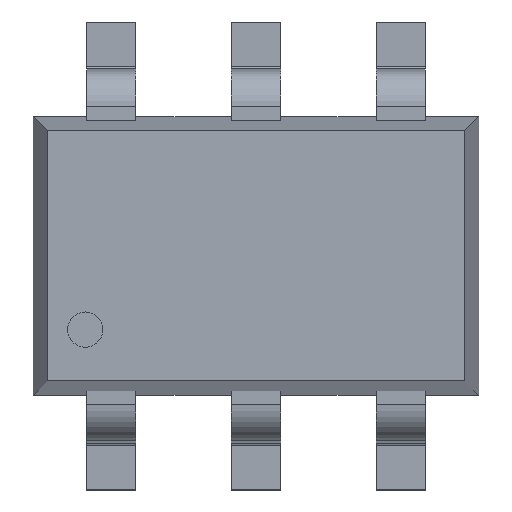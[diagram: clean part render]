
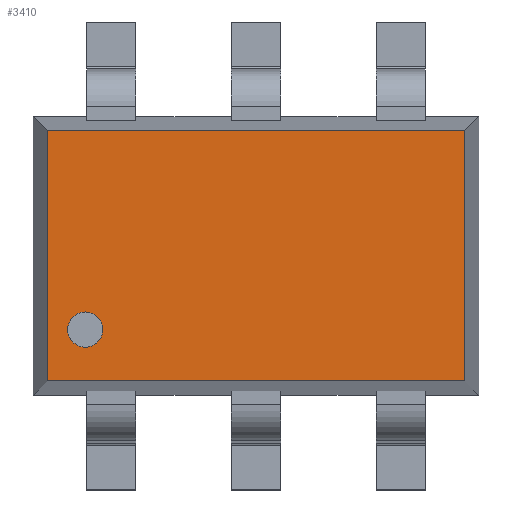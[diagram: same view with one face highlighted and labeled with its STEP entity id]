
A CAD part, top view. The second image highlights one B-rep face of the part: STEP entity #3410.
In plain terms, the highlighted planar face has unit normal (0, 0, 1).
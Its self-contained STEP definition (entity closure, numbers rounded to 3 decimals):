
#103 = EDGE_LOOP ( 'NONE', ( #2560, #6891 ) ) ;
#173 = VERTEX_POINT ( 'NONE', #2072 ) ;
#210 = EDGE_CURVE ( 'NONE', #173, #6484, #4084, .T. ) ;
#615 = LINE ( 'NONE', #757, #6152 ) ;
#757 = CARTESIAN_POINT ( 'NONE',  ( 0.937, 0.625, 0.45 ) ) ;
#875 = ORIENTED_EDGE ( 'NONE', *, *, #3910, .T. ) ;
#1159 = VECTOR ( 'NONE', #1314, 1000. ) ;
#1258 = DIRECTION ( 'NONE',  ( 1., 0., 0. ) ) ;
#1276 = FACE_BOUND ( 'NONE', #103, .T. ) ;
#1314 = DIRECTION ( 'NONE',  ( -1., 0., 0. ) ) ;
#1588 = DIRECTION ( 'NONE',  ( 0., 0., 1. ) ) ;
#1668 = VECTOR ( 'NONE', #6802, 1000. ) ;
#1792 = AXIS2_PLACEMENT_3D ( 'NONE', #2553, #2599, #6674 ) ;
#1859 = LINE ( 'NONE', #6777, #1668 ) ;
#1900 = VERTEX_POINT ( 'NONE', #4113 ) ;
#1975 = EDGE_CURVE ( 'NONE', #5946, #3668, #6523, .T. ) ;
#2022 = CARTESIAN_POINT ( 'NONE',  ( -0.766, -0.332, 0.45 ) ) ;
#2072 = CARTESIAN_POINT ( 'NONE',  ( -0.845, -0.332, 0.45 ) ) ;
#2392 = CARTESIAN_POINT ( 'NONE',  ( -0.937, -0.562, 0.45 ) ) ;
#2553 = CARTESIAN_POINT ( 'NONE',  ( 0., 0., 0.45 ) ) ;
#2560 = ORIENTED_EDGE ( 'NONE', *, *, #6761, .F. ) ;
#2599 = DIRECTION ( 'NONE',  ( 0., 0., 1. ) ) ;
#2641 = VERTEX_POINT ( 'NONE', #4630 ) ;
#2927 = EDGE_LOOP ( 'NONE', ( #875, #4640, #6255, #4020 ) ) ;
#3352 = DIRECTION ( 'NONE',  ( 1., 0., 0. ) ) ;
#3410 = ADVANCED_FACE ( 'NONE', ( #1276, #3592 ), #6749, .T. ) ;
#3592 = FACE_OUTER_BOUND ( 'NONE', #2927, .T. ) ;
#3668 = VERTEX_POINT ( 'NONE', #4624 ) ;
#3910 = EDGE_CURVE ( 'NONE', #3668, #2641, #615, .T. ) ;
#3913 = EDGE_CURVE ( 'NONE', #2641, #1900, #7512, .T. ) ;
#3937 = AXIS2_PLACEMENT_3D ( 'NONE', #2022, #6154, #5056 ) ;
#4020 = ORIENTED_EDGE ( 'NONE', *, *, #1975, .T. ) ;
#4084 = CIRCLE ( 'NONE', #3937, 0.079 ) ;
#4106 = CIRCLE ( 'NONE', #6529, 0.079 ) ;
#4113 = CARTESIAN_POINT ( 'NONE',  ( -0.937, 0.562, 0.45 ) ) ;
#4179 = CARTESIAN_POINT ( 'NONE',  ( -1., -0.562, 0.45 ) ) ;
#4192 = VECTOR ( 'NONE', #1258, 1000. ) ;
#4624 = CARTESIAN_POINT ( 'NONE',  ( 0.937, -0.562, 0.45 ) ) ;
#4630 = CARTESIAN_POINT ( 'NONE',  ( 0.937, 0.562, 0.45 ) ) ;
#4640 = ORIENTED_EDGE ( 'NONE', *, *, #3913, .T. ) ;
#4958 = EDGE_CURVE ( 'NONE', #1900, #5946, #1859, .T. ) ;
#5056 = DIRECTION ( 'NONE',  ( 1., 0., 0. ) ) ;
#5946 = VERTEX_POINT ( 'NONE', #2392 ) ;
#6076 = DIRECTION ( 'NONE',  ( 0., 1., 0. ) ) ;
#6152 = VECTOR ( 'NONE', #6076, 1000. ) ;
#6154 = DIRECTION ( 'NONE',  ( 0., 0., 1. ) ) ;
#6255 = ORIENTED_EDGE ( 'NONE', *, *, #4958, .T. ) ;
#6484 = VERTEX_POINT ( 'NONE', #7108 ) ;
#6523 = LINE ( 'NONE', #4179, #4192 ) ;
#6529 = AXIS2_PLACEMENT_3D ( 'NONE', #6930, #1588, #3352 ) ;
#6674 = DIRECTION ( 'NONE',  ( 1., 0., 0. ) ) ;
#6749 = PLANE ( 'NONE',  #1792 ) ;
#6761 = EDGE_CURVE ( 'NONE', #6484, #173, #4106, .T. ) ;
#6777 = CARTESIAN_POINT ( 'NONE',  ( -0.937, 0.625, 0.45 ) ) ;
#6802 = DIRECTION ( 'NONE',  ( 0., -1., 0. ) ) ;
#6891 = ORIENTED_EDGE ( 'NONE', *, *, #210, .F. ) ;
#6930 = CARTESIAN_POINT ( 'NONE',  ( -0.766, -0.332, 0.45 ) ) ;
#7108 = CARTESIAN_POINT ( 'NONE',  ( -0.687, -0.332, 0.45 ) ) ;
#7214 = CARTESIAN_POINT ( 'NONE',  ( -1., 0.562, 0.45 ) ) ;
#7512 = LINE ( 'NONE', #7214, #1159 ) ;
